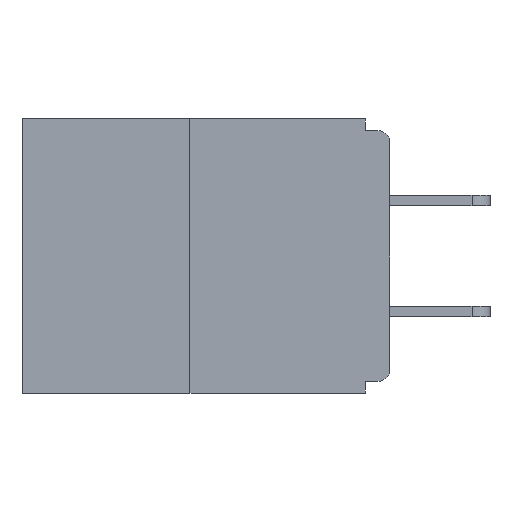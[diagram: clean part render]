
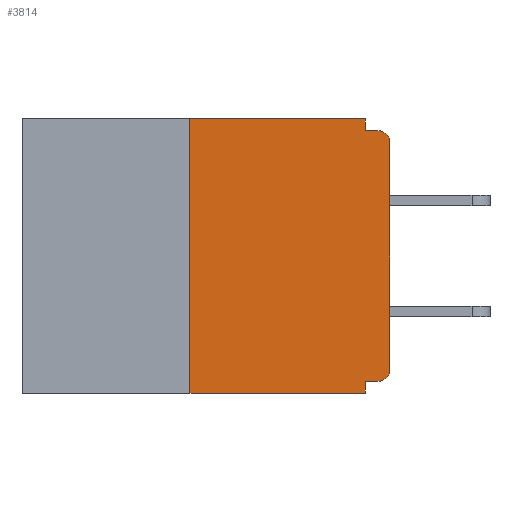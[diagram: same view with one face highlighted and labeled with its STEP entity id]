
A CAD part, left-side view. The second image highlights one B-rep face of the part: STEP entity #3814.
In plain terms, the highlighted planar face has unit normal (-1, 0, 0).
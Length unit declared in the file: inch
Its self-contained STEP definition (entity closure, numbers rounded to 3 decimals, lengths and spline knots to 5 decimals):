
#106 = DIRECTION ( 'NONE',  ( -1., 0., 0. ) ) ;
#890 = CARTESIAN_POINT ( 'NONE',  ( 0., 0.031, -0.015 ) ) ;
#1443 = CIRCLE ( 'NONE', #3593, 0.015 ) ;
#1712 = DIRECTION ( 'NONE',  ( 0., 0., -1. ) ) ;
#2399 = CARTESIAN_POINT ( 'NONE',  ( 0., 0.015, -0.015 ) ) ;
#2853 = DIRECTION ( 'NONE',  ( 0., -1., 0. ) ) ;
#2995 = EDGE_CURVE ( 'NONE', #16604, #4801, #14878, .T. ) ;
#3000 = DIRECTION ( 'NONE',  ( 0., 1., 0. ) ) ;
#3227 = LINE ( 'NONE', #6069, #6271 ) ;
#3593 = AXIS2_PLACEMENT_3D ( 'NONE', #6368, #10286, #8678 ) ;
#3715 = CARTESIAN_POINT ( 'NONE',  ( 0., 0., -0.313 ) ) ;
#3814 = ADVANCED_FACE ( 'NONE', ( #12123 ), #16677, .F. ) ;
#4033 = VERTEX_POINT ( 'NONE', #19970 ) ;
#4065 = LINE ( 'NONE', #12718, #13082 ) ;
#4640 = VECTOR ( 'NONE', #6075, 39.37008 ) ;
#4801 = VERTEX_POINT ( 'NONE', #2399 ) ;
#4964 = DIRECTION ( 'NONE',  ( 1., 0., 0. ) ) ;
#5334 = VECTOR ( 'NONE', #2853, 39.37008 ) ;
#5955 = EDGE_CURVE ( 'NONE', #9305, #18661, #10625, .T. ) ;
#6069 = CARTESIAN_POINT ( 'NONE',  ( 0., 0.46, 0. ) ) ;
#6075 = DIRECTION ( 'NONE',  ( 0., 0., -1. ) ) ;
#6271 = VECTOR ( 'NONE', #18821, 39.37008 ) ;
#6368 = CARTESIAN_POINT ( 'NONE',  ( 0., 0.015, -0.313 ) ) ;
#6412 = ORIENTED_EDGE ( 'NONE', *, *, #5955, .F. ) ;
#6839 = CARTESIAN_POINT ( 'NONE',  ( 0., 0.015, -0.328 ) ) ;
#6988 = EDGE_CURVE ( 'NONE', #10632, #10228, #20107, .T. ) ;
#7084 = DIRECTION ( 'NONE',  ( 0., 0., -1. ) ) ;
#7160 = CARTESIAN_POINT ( 'NONE',  ( 0., 0.46, 0. ) ) ;
#7719 = LINE ( 'NONE', #13634, #10714 ) ;
#7832 = CARTESIAN_POINT ( 'NONE',  ( 0., 0.031, -0.328 ) ) ;
#8323 = DIRECTION ( 'NONE',  ( 0., 0., -1. ) ) ;
#8421 = LINE ( 'NONE', #10975, #4640 ) ;
#8469 = EDGE_CURVE ( 'NONE', #13738, #4801, #10502, .T. ) ;
#8519 = EDGE_CURVE ( 'NONE', #9305, #17987, #1443, .T. ) ;
#8678 = DIRECTION ( 'NONE',  ( 0., 0., -1. ) ) ;
#9151 = CARTESIAN_POINT ( 'NONE',  ( 0., 0.25, 0. ) ) ;
#9305 = VERTEX_POINT ( 'NONE', #6839 ) ;
#9345 = EDGE_CURVE ( 'NONE', #18661, #4033, #18479, .T. ) ;
#9395 = AXIS2_PLACEMENT_3D ( 'NONE', #17712, #106, #1712 ) ;
#9583 = EDGE_CURVE ( 'NONE', #17987, #13738, #7719, .T. ) ;
#9611 = ORIENTED_EDGE ( 'NONE', *, *, #8469, .T. ) ;
#9755 = EDGE_CURVE ( 'NONE', #12039, #16604, #8421, .T. ) ;
#10228 = VERTEX_POINT ( 'NONE', #13220 ) ;
#10286 = DIRECTION ( 'NONE',  ( -1., 0., 0. ) ) ;
#10488 = VECTOR ( 'NONE', #8323, 39.37008 ) ;
#10502 = CIRCLE ( 'NONE', #9395, 0.015 ) ;
#10625 = LINE ( 'NONE', #12614, #19892 ) ;
#10632 = VERTEX_POINT ( 'NONE', #17707 ) ;
#10714 = VECTOR ( 'NONE', #20168, 39.37008 ) ;
#10975 = CARTESIAN_POINT ( 'NONE',  ( 0., 0.031, 0. ) ) ;
#11322 = EDGE_LOOP ( 'NONE', ( #15611, #18160, #17797, #19344, #6412, #19354, #19231, #9611, #16056, #15098 ) ) ;
#12039 = VERTEX_POINT ( 'NONE', #16252 ) ;
#12123 = FACE_OUTER_BOUND ( 'NONE', #11322, .T. ) ;
#12614 = CARTESIAN_POINT ( 'NONE',  ( 0., 0., -0.328 ) ) ;
#12652 = DIRECTION ( 'NONE',  ( 0., -1., 0. ) ) ;
#12718 = CARTESIAN_POINT ( 'NONE',  ( 0., 0.46, -0.343 ) ) ;
#12780 = CARTESIAN_POINT ( 'NONE',  ( 0., 0.031, -0.343 ) ) ;
#12827 = CARTESIAN_POINT ( 'NONE',  ( 0., 0., -0.03 ) ) ;
#13082 = VECTOR ( 'NONE', #12652, 39.37008 ) ;
#13152 = AXIS2_PLACEMENT_3D ( 'NONE', #7160, #4964, #7084 ) ;
#13220 = CARTESIAN_POINT ( 'NONE',  ( 0., 0.25, 0. ) ) ;
#13634 = CARTESIAN_POINT ( 'NONE',  ( 0., 0., 0. ) ) ;
#13738 = VERTEX_POINT ( 'NONE', #12827 ) ;
#14612 = EDGE_CURVE ( 'NONE', #10632, #4033, #4065, .T. ) ;
#14806 = VECTOR ( 'NONE', #19310, 39.37008 ) ;
#14878 = LINE ( 'NONE', #19004, #5334 ) ;
#15098 = ORIENTED_EDGE ( 'NONE', *, *, #9755, .F. ) ;
#15611 = ORIENTED_EDGE ( 'NONE', *, *, #20461, .F. ) ;
#16056 = ORIENTED_EDGE ( 'NONE', *, *, #2995, .F. ) ;
#16252 = CARTESIAN_POINT ( 'NONE',  ( 0., 0.031, 0. ) ) ;
#16604 = VERTEX_POINT ( 'NONE', #890 ) ;
#16677 = PLANE ( 'NONE',  #13152 ) ;
#17707 = CARTESIAN_POINT ( 'NONE',  ( 0., 0.25, -0.343 ) ) ;
#17712 = CARTESIAN_POINT ( 'NONE',  ( 0., 0.015, -0.03 ) ) ;
#17797 = ORIENTED_EDGE ( 'NONE', *, *, #14612, .T. ) ;
#17987 = VERTEX_POINT ( 'NONE', #3715 ) ;
#18160 = ORIENTED_EDGE ( 'NONE', *, *, #6988, .F. ) ;
#18479 = LINE ( 'NONE', #12780, #10488 ) ;
#18661 = VERTEX_POINT ( 'NONE', #7832 ) ;
#18821 = DIRECTION ( 'NONE',  ( 0., -1., 0. ) ) ;
#19004 = CARTESIAN_POINT ( 'NONE',  ( 0., 0., -0.015 ) ) ;
#19231 = ORIENTED_EDGE ( 'NONE', *, *, #9583, .T. ) ;
#19310 = DIRECTION ( 'NONE',  ( 0., 0., 1. ) ) ;
#19344 = ORIENTED_EDGE ( 'NONE', *, *, #9345, .F. ) ;
#19354 = ORIENTED_EDGE ( 'NONE', *, *, #8519, .T. ) ;
#19892 = VECTOR ( 'NONE', #3000, 39.37008 ) ;
#19970 = CARTESIAN_POINT ( 'NONE',  ( 0., 0.031, -0.343 ) ) ;
#20107 = LINE ( 'NONE', #9151, #14806 ) ;
#20168 = DIRECTION ( 'NONE',  ( 0., 0., 1. ) ) ;
#20461 = EDGE_CURVE ( 'NONE', #10228, #12039, #3227, .T. ) ;
